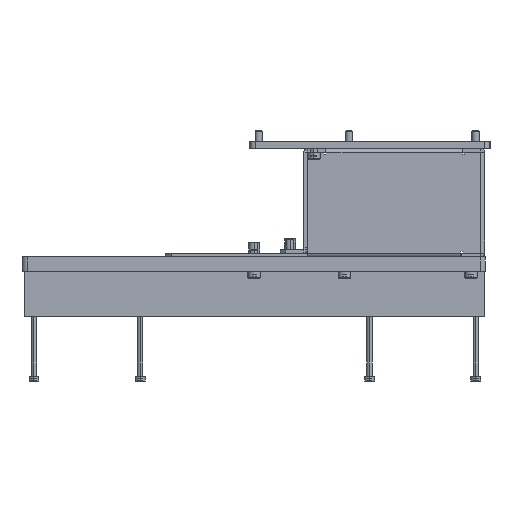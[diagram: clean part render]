
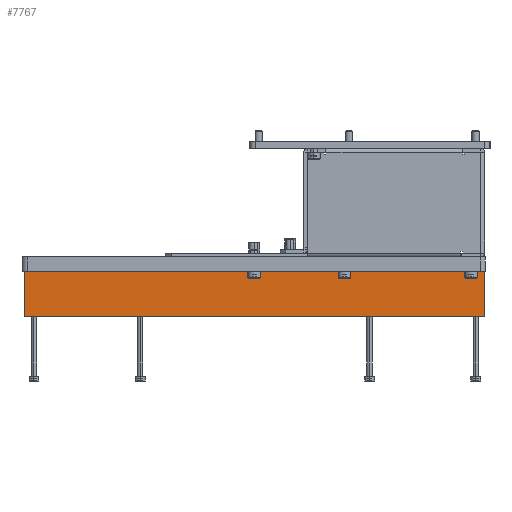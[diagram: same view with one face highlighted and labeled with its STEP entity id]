
A CAD part, left-side view. The second image highlights one B-rep face of the part: STEP entity #7767.
In plain terms, the highlighted face is planar.
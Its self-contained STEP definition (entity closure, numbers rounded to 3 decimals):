
#38 = DIRECTION ( 'NONE',  ( 0., -1., 0. ) ) ;
#204 = ORIENTED_EDGE ( 'NONE', *, *, #12010, .T. ) ;
#359 = VERTEX_POINT ( 'NONE', #3293 ) ;
#1140 = FACE_OUTER_BOUND ( 'NONE', #12721, .T. ) ;
#2384 = ORIENTED_EDGE ( 'NONE', *, *, #4600, .T. ) ;
#2406 = DIRECTION ( 'NONE',  ( -1., 0., 0. ) ) ;
#2610 = LINE ( 'NONE', #5265, #4122 ) ;
#3293 = CARTESIAN_POINT ( 'NONE',  ( 4., 127.25, -12.5 ) ) ;
#3611 = CARTESIAN_POINT ( 'NONE',  ( 4., -127.25, 12.5 ) ) ;
#3767 = DIRECTION ( 'NONE',  ( 0., 0., -1. ) ) ;
#3855 = PLANE ( 'NONE',  #8569 ) ;
#4122 = VECTOR ( 'NONE', #5506, 1000. ) ;
#4131 = LINE ( 'NONE', #17732, #6186 ) ;
#4600 = EDGE_CURVE ( 'NONE', #10888, #17569, #4131, .T. ) ;
#5265 = CARTESIAN_POINT ( 'NONE',  ( 4., 127.25, 12.5 ) ) ;
#5384 = CARTESIAN_POINT ( 'NONE',  ( 4., 127.25, 12.5 ) ) ;
#5506 = DIRECTION ( 'NONE',  ( 0., 0., -1. ) ) ;
#5522 = CARTESIAN_POINT ( 'NONE',  ( 4., -127.25, -12.5 ) ) ;
#6186 = VECTOR ( 'NONE', #38, 1000. ) ;
#7274 = EDGE_CURVE ( 'NONE', #359, #11163, #12137, .T. ) ;
#7767 = ADVANCED_FACE ( 'NONE', ( #1140 ), #3855, .F. ) ;
#8569 = AXIS2_PLACEMENT_3D ( 'NONE', #13457, #2406, #17557 ) ;
#10888 = VERTEX_POINT ( 'NONE', #5384 ) ;
#11163 = VERTEX_POINT ( 'NONE', #5522 ) ;
#12010 = EDGE_CURVE ( 'NONE', #17569, #11163, #14647, .T. ) ;
#12137 = LINE ( 'NONE', #17698, #12390 ) ;
#12306 = ORIENTED_EDGE ( 'NONE', *, *, #7274, .F. ) ;
#12390 = VECTOR ( 'NONE', #13605, 1000. ) ;
#12668 = ORIENTED_EDGE ( 'NONE', *, *, #13547, .F. ) ;
#12721 = EDGE_LOOP ( 'NONE', ( #204, #12306, #12668, #2384 ) ) ;
#13457 = CARTESIAN_POINT ( 'NONE',  ( 4., 127.25, 12.5 ) ) ;
#13547 = EDGE_CURVE ( 'NONE', #10888, #359, #2610, .T. ) ;
#13605 = DIRECTION ( 'NONE',  ( 0., -1., 0. ) ) ;
#13707 = CARTESIAN_POINT ( 'NONE',  ( 4., -127.25, 12.5 ) ) ;
#14599 = VECTOR ( 'NONE', #3767, 1000. ) ;
#14647 = LINE ( 'NONE', #3611, #14599 ) ;
#17557 = DIRECTION ( 'NONE',  ( 0., 0., 1. ) ) ;
#17569 = VERTEX_POINT ( 'NONE', #13707 ) ;
#17698 = CARTESIAN_POINT ( 'NONE',  ( 4., 127.25, -12.5 ) ) ;
#17732 = CARTESIAN_POINT ( 'NONE',  ( 4., 127.25, 12.5 ) ) ;
